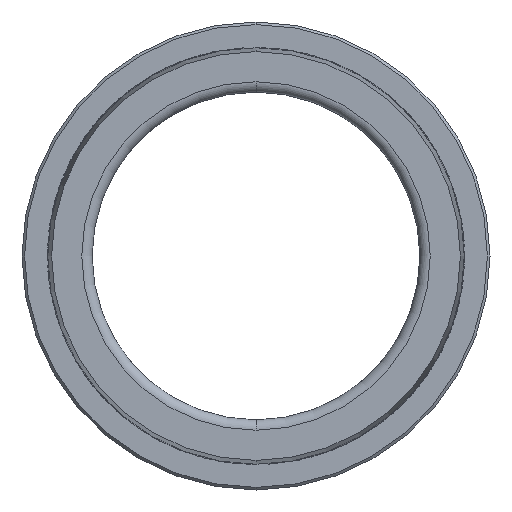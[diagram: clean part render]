
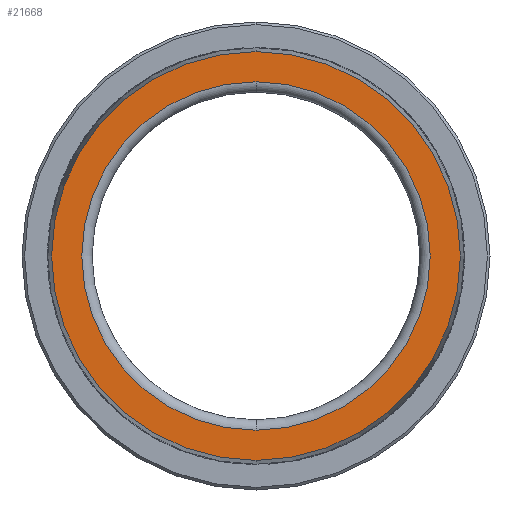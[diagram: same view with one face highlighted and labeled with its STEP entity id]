
A CAD part, front view. The second image highlights one B-rep face of the part: STEP entity #21668.
In plain terms, the highlighted planar face has unit normal (0, -1, 0).
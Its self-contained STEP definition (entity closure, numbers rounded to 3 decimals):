
#1181 = AXIS2_PLACEMENT_3D ( 'NONE', #4292, #7890, #7661 ) ;
#1243 = DIRECTION ( 'NONE',  ( 0., -1., 0. ) ) ;
#3009 = EDGE_CURVE ( 'NONE', #17449, #15043, #11284, .T. ) ;
#3673 = AXIS2_PLACEMENT_3D ( 'NONE', #18312, #16869, #9897 ) ;
#4292 = CARTESIAN_POINT ( 'NONE',  ( 0., -18.071, 0. ) ) ;
#4365 = DIRECTION ( 'NONE',  ( 0., -1., 0. ) ) ;
#5008 = ORIENTED_EDGE ( 'NONE', *, *, #11625, .F. ) ;
#6197 = DIRECTION ( 'NONE',  ( 0., 0., -1. ) ) ;
#6555 = DIRECTION ( 'NONE',  ( 0., 0., -1. ) ) ;
#7661 = DIRECTION ( 'NONE',  ( 0., 0., -1. ) ) ;
#7714 = ORIENTED_EDGE ( 'NONE', *, *, #12998, .T. ) ;
#7890 = DIRECTION ( 'NONE',  ( 0., -1., 0. ) ) ;
#8711 = ORIENTED_EDGE ( 'NONE', *, *, #18428, .F. ) ;
#9047 = CARTESIAN_POINT ( 'NONE',  ( 0., -18.071, 39.3 ) ) ;
#9503 = FACE_BOUND ( 'NONE', #19839, .T. ) ;
#9554 = CARTESIAN_POINT ( 'NONE',  ( 0., -18.071, -33.5 ) ) ;
#9897 = DIRECTION ( 'NONE',  ( 0., 0., -1. ) ) ;
#11284 = CIRCLE ( 'NONE', #3673, 39.3 ) ;
#11423 = CARTESIAN_POINT ( 'NONE',  ( 0., -18.071, 33.5 ) ) ;
#11625 = EDGE_CURVE ( 'NONE', #12852, #12964, #17989, .T. ) ;
#11794 = CIRCLE ( 'NONE', #19220, 39.3 ) ;
#12177 = FACE_OUTER_BOUND ( 'NONE', #12362, .T. ) ;
#12362 = EDGE_LOOP ( 'NONE', ( #7714, #21075 ) ) ;
#12852 = VERTEX_POINT ( 'NONE', #9554 ) ;
#12964 = VERTEX_POINT ( 'NONE', #11423 ) ;
#12998 = EDGE_CURVE ( 'NONE', #15043, #17449, #11794, .T. ) ;
#14011 = DIRECTION ( 'NONE',  ( 0., 0., -1. ) ) ;
#14478 = AXIS2_PLACEMENT_3D ( 'NONE', #18311, #1243, #6197 ) ;
#15043 = VERTEX_POINT ( 'NONE', #9047 ) ;
#15204 = AXIS2_PLACEMENT_3D ( 'NONE', #20874, #4365, #14011 ) ;
#16669 = CARTESIAN_POINT ( 'NONE',  ( 0., -18.071, 0. ) ) ;
#16869 = DIRECTION ( 'NONE',  ( 0., -1., 0. ) ) ;
#17068 = CARTESIAN_POINT ( 'NONE',  ( 0., -18.071, -39.3 ) ) ;
#17449 = VERTEX_POINT ( 'NONE', #17068 ) ;
#17989 = CIRCLE ( 'NONE', #14478, 33.5 ) ;
#18311 = CARTESIAN_POINT ( 'NONE',  ( 0., -18.071, 0. ) ) ;
#18312 = CARTESIAN_POINT ( 'NONE',  ( 0., -18.071, 0. ) ) ;
#18388 = DIRECTION ( 'NONE',  ( 0., -1., 0. ) ) ;
#18428 = EDGE_CURVE ( 'NONE', #12964, #12852, #20799, .T. ) ;
#19220 = AXIS2_PLACEMENT_3D ( 'NONE', #16669, #18388, #6555 ) ;
#19839 = EDGE_LOOP ( 'NONE', ( #5008, #8711 ) ) ;
#20799 = CIRCLE ( 'NONE', #1181, 33.5 ) ;
#20806 = PLANE ( 'NONE',  #15204 ) ;
#20874 = CARTESIAN_POINT ( 'NONE',  ( 33.5, -18.071, 0. ) ) ;
#21075 = ORIENTED_EDGE ( 'NONE', *, *, #3009, .T. ) ;
#21668 = ADVANCED_FACE ( 'NONE', ( #12177, #9503 ), #20806, .T. ) ;
